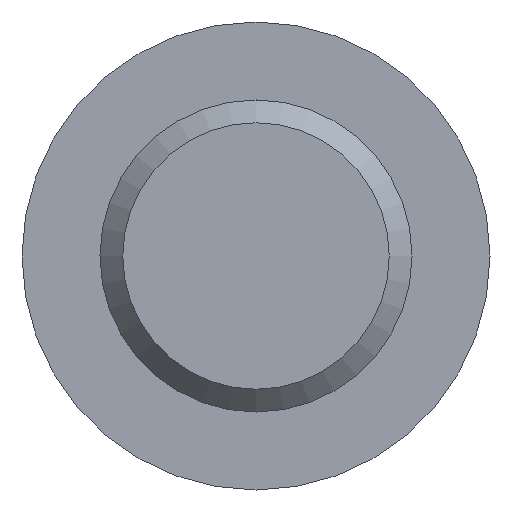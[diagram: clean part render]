
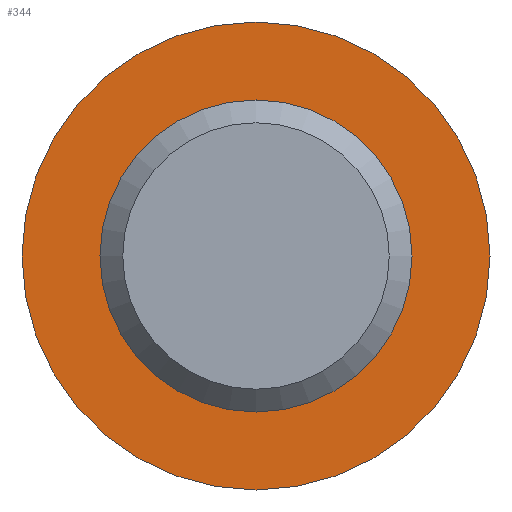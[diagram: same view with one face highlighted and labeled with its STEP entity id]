
A CAD part, front view. The second image highlights one B-rep face of the part: STEP entity #344.
In plain terms, the highlighted planar face has unit normal (0, -1, 0).
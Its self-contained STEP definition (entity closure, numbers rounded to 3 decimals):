
#110 = DIRECTION ( 'NONE',  ( 0., 0., -1. ) ) ;
#117 = CARTESIAN_POINT ( 'NONE',  ( 0., 35., -9. ) ) ;
#136 = CARTESIAN_POINT ( 'NONE',  ( -6., 35., 0. ) ) ;
#150 = CIRCLE ( 'NONE', #535, 9. ) ;
#167 = DIRECTION ( 'NONE',  ( 0., 0., -1. ) ) ;
#200 = CARTESIAN_POINT ( 'NONE',  ( 0., 35., 0. ) ) ;
#202 = ORIENTED_EDGE ( 'NONE', *, *, #229, .F. ) ;
#216 = EDGE_LOOP ( 'NONE', ( #202 ) ) ;
#229 = EDGE_CURVE ( 'NONE', #545, #545, #237, .T. ) ;
#237 = CIRCLE ( 'NONE', #311, 6. ) ;
#245 = AXIS2_PLACEMENT_3D ( 'NONE', #136, #392, #512 ) ;
#260 = PLANE ( 'NONE',  #245 ) ;
#287 = CARTESIAN_POINT ( 'NONE',  ( 0., 35., -6. ) ) ;
#311 = AXIS2_PLACEMENT_3D ( 'NONE', #200, #372, #167 ) ;
#323 = CARTESIAN_POINT ( 'NONE',  ( 0., 35., 0. ) ) ;
#344 = ADVANCED_FACE ( 'NONE', ( #432, #510 ), #260, .F. ) ;
#368 = VERTEX_POINT ( 'NONE', #117 ) ;
#372 = DIRECTION ( 'NONE',  ( 0., -1., 0. ) ) ;
#392 = DIRECTION ( 'NONE',  ( 0., 1., 0. ) ) ;
#412 = EDGE_LOOP ( 'NONE', ( #460 ) ) ;
#432 = FACE_BOUND ( 'NONE', #216, .T. ) ;
#460 = ORIENTED_EDGE ( 'NONE', *, *, #477, .T. ) ;
#477 = EDGE_CURVE ( 'NONE', #368, #368, #150, .T. ) ;
#484 = DIRECTION ( 'NONE',  ( 0., -1., 0. ) ) ;
#510 = FACE_OUTER_BOUND ( 'NONE', #412, .T. ) ;
#512 = DIRECTION ( 'NONE',  ( 0., 0., 1. ) ) ;
#535 = AXIS2_PLACEMENT_3D ( 'NONE', #323, #484, #110 ) ;
#545 = VERTEX_POINT ( 'NONE', #287 ) ;
